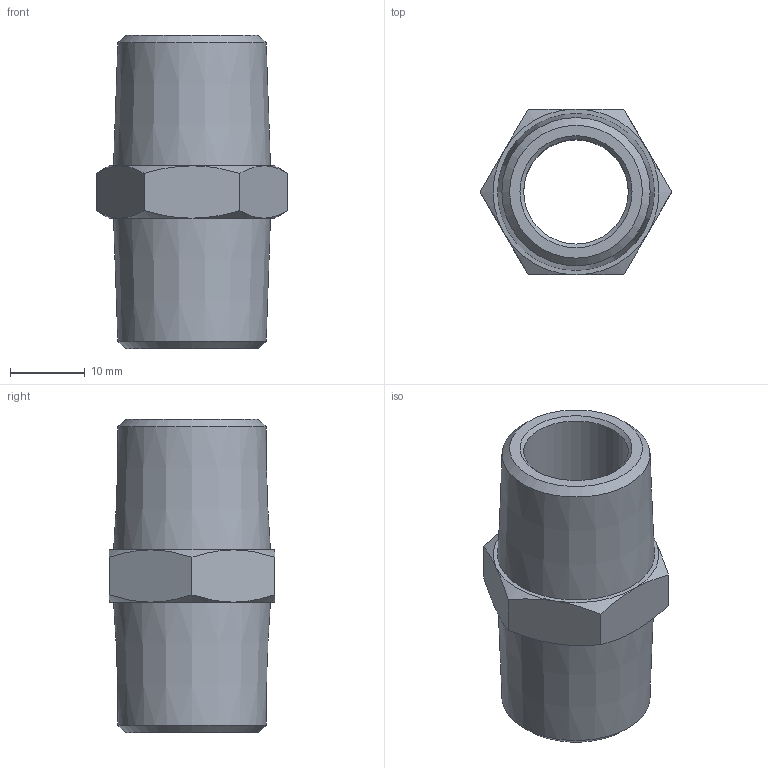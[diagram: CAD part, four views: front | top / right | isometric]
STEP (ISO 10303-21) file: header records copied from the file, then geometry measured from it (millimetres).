
FILE_DESCRIPTION(/* description */ ('HEX NIPPLE 1/2"'),/* implementation_level */ '2;1');
FILE_NAME(/* name */ '#27_1-2.stp',/* time_stamp */ '2018-05-02T14:36:30+10:00',/* author */ ('daud'),/* organization */ (''),/* preprocessor_version */ 'ST-DEVELOPER v16.13',/* originating_system */ 'Autodesk Inventor 2018',/* authorisation */ '');
FILE_SCHEMA (('AUTOMOTIVE_DESIGN { 1 0 10303 214 3 1 1 }'));
Length unit declared in the file: millimetre
Products named in the file (1): #758
Bounding box: 25.63 x 22.2 x 41.9 mm (x, y, z)
Volume: 7842.6 mm3; surface area: 4948.3 mm2
Topology: 1 solids, 1 shells, 29 faces, 59 edges, 34 vertices
Faces by surface type: cone 18, plane 10, cylinder 1
Full cylindrical faces by diameter (mm): 14 x1
Entity records: 731 total; most frequent: CARTESIAN_POINT 164, DIRECTION 110, ORIENTED_EDGE 104, EDGE_CURVE 52, AXIS2_PLACEMENT_3D 52, EDGE_LOOP 40, VERTEX_POINT 34, FACE_OUTER_BOUND 29
